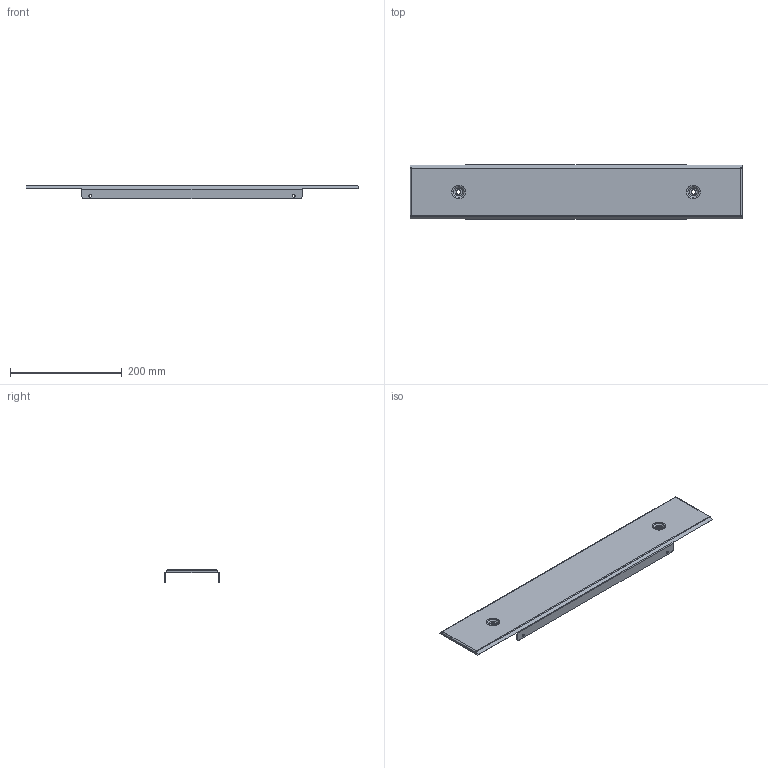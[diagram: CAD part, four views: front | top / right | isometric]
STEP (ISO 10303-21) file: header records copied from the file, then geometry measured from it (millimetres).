
FILE_DESCRIPTION (( 'STEP AP214' ), '1' );
FILE_NAME ('FO-00D-PC-010-060-7035 FORMAT Ïàíåëü öîêîëÿ 100õ600 RAL7035 (2øò_êîìïë) IEK.STEP', '2024-09-23T08:43:36', ( '' ), ( '' ), 'SwSTEP 2.0', 'SolidWorks 2022', '' );
FILE_SCHEMA (( 'AUTOMOTIVE_DESIGN' ));
Length unit declared in the file: millimetre
Products named in the file (1): FO-00D-PC-010-060-7035 FORMAT Панель цоколя 100х600 RAL7035 (2шт_компл) IEK
Bounding box: 595 x 98.11 x 23.99 mm (x, y, z)
Volume: 104404.7 mm3; surface area: 151433.7 mm2
Topology: 1 solids, 1 shells, 114 faces, 260 edges, 152 vertices
Faces by surface type: plane 62, cylinder 28, torus 16, cone 8
Entity records: 4468 total; most frequent: DIRECTION 594, CARTESIAN_POINT 527, ORIENTED_EDGE 520, EDGE_CURVE 260, AXIS2_PLACEMENT_3D 219, VECTOR 156, LINE 156, VERTEX_POINT 152
